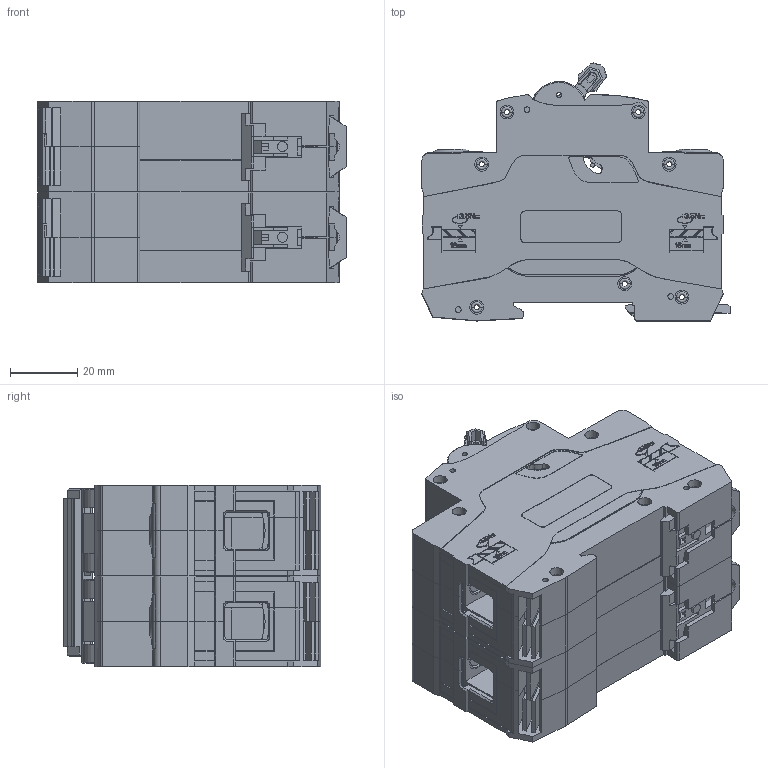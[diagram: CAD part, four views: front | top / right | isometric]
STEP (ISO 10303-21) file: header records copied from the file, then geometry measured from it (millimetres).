
FILE_DESCRIPTION((''),'2;1');
FILE_NAME('2P_ASM','2022-02-16T',('panchang'),(''),'PRO/ENGINEER BY PARAMETRIC TECHNOLOGY CORPORATION, 2017170','PRO/ENGINEER BY PARAMETRIC TECHNOLOGY CORPORATION, 2017170','');
FILE_SCHEMA(('CONFIG_CONTROL_DESIGN'));
Products named in the file (23): 8TZD-024-1033_389; 8TZD-941-1007_44; 8TZD-907-1005_44; 5TZD_299_1013_ASM_43_ASM; 5TZD_024_1039_AF2_ASM_36_ASM; 8TZD_110_1005_27; 8TZD-903-1007_27; 5TZD-110-1004_ASM_44_ASM; 8TZD-315-1070_449; 8TZD-253-1050_59; 8TZD-967-1010_46; 6TZD_225_1105_1-12_AF0_ASM_38_ASM; 8TZD-206-1071_19; 8TZD-253-1051_39; 5TZD_024_1039_ASM_36_ASM; 8TZD-206-1021_27; 8TZD-441-1002_77; 8TZD-315-1359_44; 6TZD_225_1039_1-12_ASM_46_ASM; 8TZD-140-1003_56; 8TZD-967-1011_15; 2TZD_253_1020_1-12_ASM_24_ASM; 2P_ASM
Assembly tree (38 placements, depth 6):
  2P_ASM
    2TZD_253_1020_1-12_ASM_24_ASM
      6TZD_225_1105_1-12_AF0_ASM_38_ASM
        5TZD_024_1039_AF2_ASM_36_ASM
          8TZD-024-1033_389
          5TZD_299_1013_ASM_43_ASM
            8TZD-941-1007_44
            8TZD-907-1005_44
        5TZD-110-1004_ASM_44_ASM  x2
          8TZD_110_1005_27
          8TZD-903-1007_27
        8TZD-315-1070_449
        8TZD-253-1050_59
        8TZD-967-1010_46  x3
      8TZD-206-1071_19
      8TZD-253-1051_39
      6TZD_225_1039_1-12_ASM_46_ASM
        5TZD_024_1039_ASM_36_ASM
          8TZD-024-1033_389
          5TZD_299_1013_ASM_43_ASM
            8TZD-941-1007_44
            8TZD-907-1005_44
        5TZD-110-1004_ASM_44_ASM  x2
          8TZD_110_1005_27
          8TZD-903-1007_27
        8TZD-206-1021_27
        8TZD-441-1002_77
        8TZD-315-1359_44
        8TZD-253-1050_59
        8TZD-967-1010_46  x3
      8TZD-140-1003_56  x2
      8TZD-967-1011_15  x4
      8TZD-441-1002_77
Bounding box: 91.55 x 76.6 x 54 mm (x, y, z)
Volume: 101481.3 mm3; surface area: 133848.4 mm2
Topology: 35 solids, 47 shells, 7873 faces, 22630 edges, 15160 vertices
Faces by surface type: plane 6412, cylinder 1164, cone 121, extrusion 92, torus 74, sphere 6, bspline 4
Entity records: 185312 total; most frequent: CARTESIAN_POINT 35894, ORIENTED_EDGE 32196, DIRECTION 29139, EDGE_CURVE 16106, VECTOR 13759, LINE 13688, VERTEX_POINT 10780, AXIS2_PLACEMENT_3D 7690
